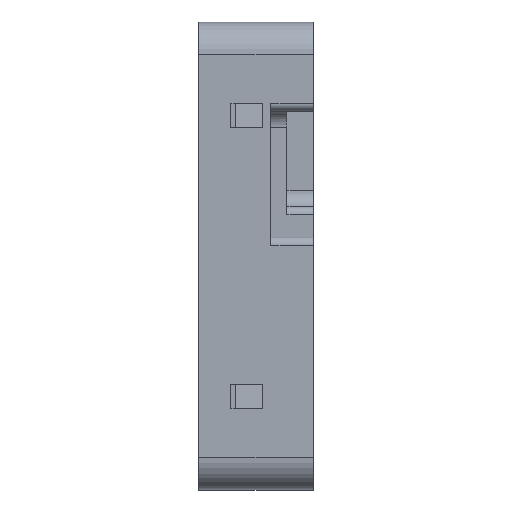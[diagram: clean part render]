
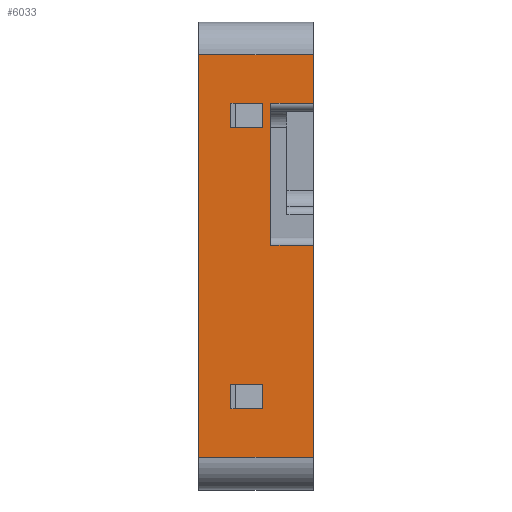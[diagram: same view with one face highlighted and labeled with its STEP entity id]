
A CAD part, left-side view. The second image highlights one B-rep face of the part: STEP entity #6033.
In plain terms, the highlighted planar face has unit normal (-1, 0, 0).
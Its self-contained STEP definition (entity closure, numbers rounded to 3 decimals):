
#52 = VECTOR ( 'NONE', #2527, 1000. ) ;
#69 = ORIENTED_EDGE ( 'NONE', *, *, #2530, .T. ) ;
#76 = VECTOR ( 'NONE', #997, 1000. ) ;
#87 = FACE_BOUND ( 'NONE', #2982, .T. ) ;
#93 = EDGE_CURVE ( 'NONE', #5728, #5530, #2830, .T. ) ;
#104 = LINE ( 'NONE', #2167, #1400 ) ;
#147 = VERTEX_POINT ( 'NONE', #3413 ) ;
#263 = CARTESIAN_POINT ( 'NONE',  ( -24.1, -39.1, 18. ) ) ;
#274 = ORIENTED_EDGE ( 'NONE', *, *, #1996, .T. ) ;
#309 = VERTEX_POINT ( 'NONE', #4293 ) ;
#339 = DIRECTION ( 'NONE',  ( 0., 0., -1. ) ) ;
#413 = CARTESIAN_POINT ( 'NONE',  ( -24.1, -44.1, 38.383 ) ) ;
#478 = CARTESIAN_POINT ( 'NONE',  ( -24.1, -43.1, 18. ) ) ;
#497 = VERTEX_POINT ( 'NONE', #4819 ) ;
#537 = DIRECTION ( 'NONE',  ( 1., 0., 0. ) ) ;
#680 = EDGE_CURVE ( 'NONE', #748, #309, #1006, .T. ) ;
#684 = ORIENTED_EDGE ( 'NONE', *, *, #680, .T. ) ;
#748 = VERTEX_POINT ( 'NONE', #2975 ) ;
#772 = DIRECTION ( 'NONE',  ( 0., 1., 0. ) ) ;
#932 = VERTEX_POINT ( 'NONE', #6513 ) ;
#997 = DIRECTION ( 'NONE',  ( 0., -1., 0. ) ) ;
#1006 = LINE ( 'NONE', #413, #1567 ) ;
#1132 = VERTEX_POINT ( 'NONE', #2272 ) ;
#1159 = VECTOR ( 'NONE', #3112, 1000. ) ;
#1182 = VERTEX_POINT ( 'NONE', #3730 ) ;
#1213 = CARTESIAN_POINT ( 'NONE',  ( -24.1, -49.4, 12. ) ) ;
#1239 = DIRECTION ( 'NONE',  ( 0., 0., 1. ) ) ;
#1304 = DIRECTION ( 'NONE',  ( 0., 0., -1. ) ) ;
#1400 = VECTOR ( 'NONE', #4895, 1000. ) ;
#1442 = VERTEX_POINT ( 'NONE', #5909 ) ;
#1567 = VECTOR ( 'NONE', #2465, 1000. ) ;
#1677 = LINE ( 'NONE', #5942, #3210 ) ;
#1686 = LINE ( 'NONE', #3838, #2039 ) ;
#1696 = FACE_BOUND ( 'NONE', #3162, .T. ) ;
#1772 = ORIENTED_EDGE ( 'NONE', *, *, #4967, .F. ) ;
#1879 = VERTEX_POINT ( 'NONE', #4806 ) ;
#1981 = CARTESIAN_POINT ( 'NONE',  ( -24.1, -39.1, 55.986 ) ) ;
#1996 = EDGE_CURVE ( 'NONE', #4578, #147, #5625, .T. ) ;
#2039 = VECTOR ( 'NONE', #2307, 1000. ) ;
#2082 = ORIENTED_EDGE ( 'NONE', *, *, #3615, .T. ) ;
#2085 = DIRECTION ( 'NONE',  ( 0., -1., 0. ) ) ;
#2088 = LINE ( 'NONE', #4177, #1159 ) ;
#2158 = AXIS2_PLACEMENT_3D ( 'NONE', #2631, #537, #3739 ) ;
#2167 = CARTESIAN_POINT ( 'NONE',  ( -24.1, -39.1, 18. ) ) ;
#2175 = EDGE_CURVE ( 'NONE', #1132, #1182, #1686, .T. ) ;
#2184 = FACE_OUTER_BOUND ( 'NONE', #4522, .T. ) ;
#2231 = EDGE_CURVE ( 'NONE', #2235, #748, #4392, .T. ) ;
#2235 = VERTEX_POINT ( 'NONE', #2336 ) ;
#2272 = CARTESIAN_POINT ( 'NONE',  ( -24.1, -35.1, 12. ) ) ;
#2307 = DIRECTION ( 'NONE',  ( 0., 0., 1. ) ) ;
#2310 = ORIENTED_EDGE ( 'NONE', *, *, #3792, .T. ) ;
#2314 = CARTESIAN_POINT ( 'NONE',  ( -24.1, -39.1, 53. ) ) ;
#2334 = CARTESIAN_POINT ( 'NONE',  ( -24.1, -39.1, 18. ) ) ;
#2336 = CARTESIAN_POINT ( 'NONE',  ( -24.1, -49.4, 38.326 ) ) ;
#2438 = LINE ( 'NONE', #5095, #4742 ) ;
#2465 = DIRECTION ( 'NONE',  ( 0., 0., 1. ) ) ;
#2527 = DIRECTION ( 'NONE',  ( 0., -1., 0. ) ) ;
#2530 = EDGE_CURVE ( 'NONE', #1132, #497, #3208, .T. ) ;
#2631 = CARTESIAN_POINT ( 'NONE',  ( -24.1, -39.1, 12. ) ) ;
#2687 = VECTOR ( 'NONE', #772, 1000. ) ;
#2774 = EDGE_CURVE ( 'NONE', #1879, #5728, #4685, .T. ) ;
#2830 = LINE ( 'NONE', #5453, #3091 ) ;
#2975 = CARTESIAN_POINT ( 'NONE',  ( -24.1, -44.1, 38.326 ) ) ;
#2982 = EDGE_LOOP ( 'NONE', ( #1772, #5241, #6269, #4196 ) ) ;
#3035 = CARTESIAN_POINT ( 'NONE',  ( -24.1, -39.1, 56. ) ) ;
#3091 = VECTOR ( 'NONE', #339, 1000. ) ;
#3112 = DIRECTION ( 'NONE',  ( 0., -1., 0. ) ) ;
#3162 = EDGE_LOOP ( 'NONE', ( #6381, #274, #6280, #2310 ) ) ;
#3208 = LINE ( 'NONE', #6434, #6295 ) ;
#3210 = VECTOR ( 'NONE', #5392, 1000. ) ;
#3281 = ORIENTED_EDGE ( 'NONE', *, *, #3620, .T. ) ;
#3413 = CARTESIAN_POINT ( 'NONE',  ( -24.1, -43.1, 56. ) ) ;
#3417 = LINE ( 'NONE', #263, #5411 ) ;
#3481 = VERTEX_POINT ( 'NONE', #2314 ) ;
#3578 = VERTEX_POINT ( 'NONE', #3658 ) ;
#3615 = EDGE_CURVE ( 'NONE', #1442, #5274, #6233, .T. ) ;
#3620 = EDGE_CURVE ( 'NONE', #497, #2235, #1677, .T. ) ;
#3658 = CARTESIAN_POINT ( 'NONE',  ( -24.1, -43.1, 53. ) ) ;
#3730 = CARTESIAN_POINT ( 'NONE',  ( -24.1, -35.1, 62. ) ) ;
#3739 = DIRECTION ( 'NONE',  ( 0., 0., -1. ) ) ;
#3792 = EDGE_CURVE ( 'NONE', #3578, #3481, #2438, .T. ) ;
#3809 = EDGE_CURVE ( 'NONE', #147, #3578, #3971, .T. ) ;
#3833 = CARTESIAN_POINT ( 'NONE',  ( -24.1, -39.1, 56. ) ) ;
#3838 = CARTESIAN_POINT ( 'NONE',  ( -24.1, -35.1, 12. ) ) ;
#3937 = DIRECTION ( 'NONE',  ( 0., 0., -1. ) ) ;
#3971 = LINE ( 'NONE', #6543, #5727 ) ;
#4016 = ORIENTED_EDGE ( 'NONE', *, *, #2231, .T. ) ;
#4036 = EDGE_CURVE ( 'NONE', #1182, #5274, #2088, .T. ) ;
#4177 = CARTESIAN_POINT ( 'NONE',  ( -24.1, -39.1, 62. ) ) ;
#4196 = ORIENTED_EDGE ( 'NONE', *, *, #6494, .T. ) ;
#4201 = CARTESIAN_POINT ( 'NONE',  ( -24.1, -49.4, 62. ) ) ;
#4231 = VECTOR ( 'NONE', #2085, 1000. ) ;
#4252 = DIRECTION ( 'NONE',  ( 0., -1., 0. ) ) ;
#4279 = EDGE_CURVE ( 'NONE', #4578, #3481, #3417, .T. ) ;
#4293 = CARTESIAN_POINT ( 'NONE',  ( -24.1, -44.1, 55.986 ) ) ;
#4329 = VECTOR ( 'NONE', #5441, 1000. ) ;
#4378 = CARTESIAN_POINT ( 'NONE',  ( -24.1, -43.1, 21. ) ) ;
#4380 = ORIENTED_EDGE ( 'NONE', *, *, #2175, .F. ) ;
#4392 = LINE ( 'NONE', #6470, #2687 ) ;
#4489 = DIRECTION ( 'NONE',  ( 0., 1., 0. ) ) ;
#4522 = EDGE_LOOP ( 'NONE', ( #6118, #4380, #69, #3281, #4016, #684, #4651, #2082 ) ) ;
#4578 = VERTEX_POINT ( 'NONE', #3833 ) ;
#4651 = ORIENTED_EDGE ( 'NONE', *, *, #6153, .T. ) ;
#4685 = LINE ( 'NONE', #6736, #4231 ) ;
#4742 = VECTOR ( 'NONE', #4489, 1000. ) ;
#4806 = CARTESIAN_POINT ( 'NONE',  ( -24.1, -39.1, 21. ) ) ;
#4819 = CARTESIAN_POINT ( 'NONE',  ( -24.1, -49.4, 12. ) ) ;
#4895 = DIRECTION ( 'NONE',  ( 0., 0., -1. ) ) ;
#4967 = EDGE_CURVE ( 'NONE', #1879, #932, #104, .T. ) ;
#5095 = CARTESIAN_POINT ( 'NONE',  ( -24.1, -39.1, 53. ) ) ;
#5241 = ORIENTED_EDGE ( 'NONE', *, *, #2774, .T. ) ;
#5274 = VERTEX_POINT ( 'NONE', #4201 ) ;
#5392 = DIRECTION ( 'NONE',  ( 0., 0., 1. ) ) ;
#5411 = VECTOR ( 'NONE', #1304, 1000. ) ;
#5441 = DIRECTION ( 'NONE',  ( 0., 1., 0. ) ) ;
#5453 = CARTESIAN_POINT ( 'NONE',  ( -24.1, -43.1, 18. ) ) ;
#5530 = VERTEX_POINT ( 'NONE', #478 ) ;
#5625 = LINE ( 'NONE', #3035, #52 ) ;
#5727 = VECTOR ( 'NONE', #3937, 1000. ) ;
#5728 = VERTEX_POINT ( 'NONE', #4378 ) ;
#5832 = VECTOR ( 'NONE', #1239, 1000. ) ;
#5909 = CARTESIAN_POINT ( 'NONE',  ( -24.1, -49.4, 55.986 ) ) ;
#5942 = CARTESIAN_POINT ( 'NONE',  ( -24.1, -49.4, 12. ) ) ;
#6033 = ADVANCED_FACE ( 'NONE', ( #87, #1696, #2184 ), #6346, .F. ) ;
#6118 = ORIENTED_EDGE ( 'NONE', *, *, #4036, .F. ) ;
#6153 = EDGE_CURVE ( 'NONE', #309, #1442, #6719, .T. ) ;
#6233 = LINE ( 'NONE', #1213, #5832 ) ;
#6269 = ORIENTED_EDGE ( 'NONE', *, *, #93, .T. ) ;
#6280 = ORIENTED_EDGE ( 'NONE', *, *, #3809, .T. ) ;
#6295 = VECTOR ( 'NONE', #4252, 1000. ) ;
#6346 = PLANE ( 'NONE',  #2158 ) ;
#6381 = ORIENTED_EDGE ( 'NONE', *, *, #4279, .F. ) ;
#6434 = CARTESIAN_POINT ( 'NONE',  ( -24.1, -39.1, 12. ) ) ;
#6468 = LINE ( 'NONE', #2334, #4329 ) ;
#6470 = CARTESIAN_POINT ( 'NONE',  ( -24.1, -39.1, 38.326 ) ) ;
#6494 = EDGE_CURVE ( 'NONE', #5530, #932, #6468, .T. ) ;
#6513 = CARTESIAN_POINT ( 'NONE',  ( -24.1, -39.1, 18. ) ) ;
#6543 = CARTESIAN_POINT ( 'NONE',  ( -24.1, -43.1, 56. ) ) ;
#6719 = LINE ( 'NONE', #1981, #76 ) ;
#6736 = CARTESIAN_POINT ( 'NONE',  ( -24.1, -39.1, 21. ) ) ;
